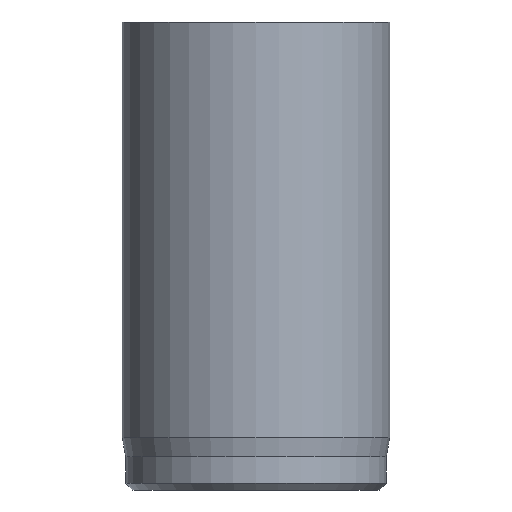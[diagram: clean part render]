
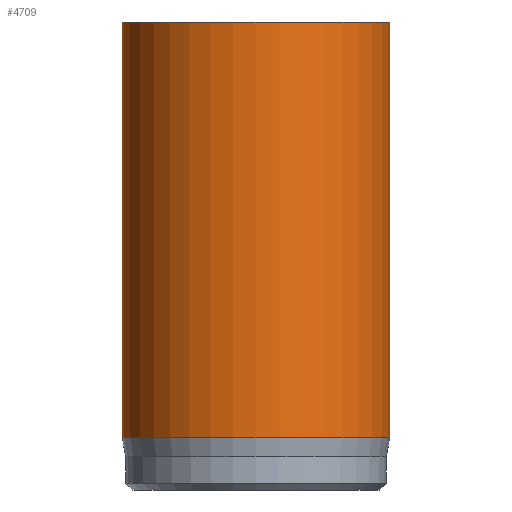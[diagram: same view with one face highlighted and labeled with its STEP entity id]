
A CAD part, front view. The second image highlights one B-rep face of the part: STEP entity #4709.
In plain terms, the highlighted cylindrical face has radius 4 mm (diameter 8 mm), a full revolution.
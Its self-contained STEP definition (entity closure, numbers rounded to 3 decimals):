
#31=CYLINDRICAL_SURFACE('',#4875,4.);
#45=CIRCLE('',#4849,4.);
#57=CIRCLE('',#4873,4.);
#58=CIRCLE('',#4874,4.);
#827=FACE_OUTER_BOUND('',#1105,.T.);
#1105=EDGE_LOOP('',(#4289,#4290,#4291,#4292,#4293));
#1442=LINE('',#9046,#1785);
#1785=VECTOR('',#5410,4.);
#2238=VERTEX_POINT('',#8998);
#2250=VERTEX_POINT('',#9040);
#2251=VERTEX_POINT('',#9041);
#2917=EDGE_CURVE('',#2238,#2238,#45,.T.);
#2935=EDGE_CURVE('',#2250,#2251,#57,.T.);
#2936=EDGE_CURVE('',#2251,#2250,#58,.T.);
#2938=EDGE_CURVE('',#2238,#2250,#1442,.T.);
#4289=ORIENTED_EDGE('',*,*,#2917,.T.);
#4290=ORIENTED_EDGE('',*,*,#2938,.T.);
#4291=ORIENTED_EDGE('',*,*,#2935,.T.);
#4292=ORIENTED_EDGE('',*,*,#2936,.T.);
#4293=ORIENTED_EDGE('',*,*,#2938,.F.);
#4709=ADVANCED_FACE('',(#827),#31,.T.);
#4849=AXIS2_PLACEMENT_3D('',#8999,#5349,#5350);
#4873=AXIS2_PLACEMENT_3D('',#9042,#5403,#5404);
#4874=AXIS2_PLACEMENT_3D('',#9043,#5405,#5406);
#4875=AXIS2_PLACEMENT_3D('',#9045,#5408,#5409);
#5349=DIRECTION('center_axis',(0.,0.,-1.));
#5350=DIRECTION('ref_axis',(-1.,0.,0.));
#5403=DIRECTION('center_axis',(0.,0.,1.));
#5404=DIRECTION('ref_axis',(-1.,0.,0.));
#5405=DIRECTION('center_axis',(0.,0.,1.));
#5406=DIRECTION('ref_axis',(-1.,0.,0.));
#5408=DIRECTION('center_axis',(0.,0.,1.));
#5409=DIRECTION('ref_axis',(-1.,0.,0.));
#5410=DIRECTION('',(0.,0.,-1.));
#8998=CARTESIAN_POINT('',(4.,0.,14.));
#8999=CARTESIAN_POINT('Origin',(0.,0.,14.));
#9040=CARTESIAN_POINT('',(4.,0.,1.567));
#9041=CARTESIAN_POINT('',(-4.,0.,1.567));
#9042=CARTESIAN_POINT('Origin',(0.,0.,1.567));
#9043=CARTESIAN_POINT('Origin',(0.,0.,1.567));
#9045=CARTESIAN_POINT('Origin',(0.,0.,0.));
#9046=CARTESIAN_POINT('',(4.,0.,0.));
